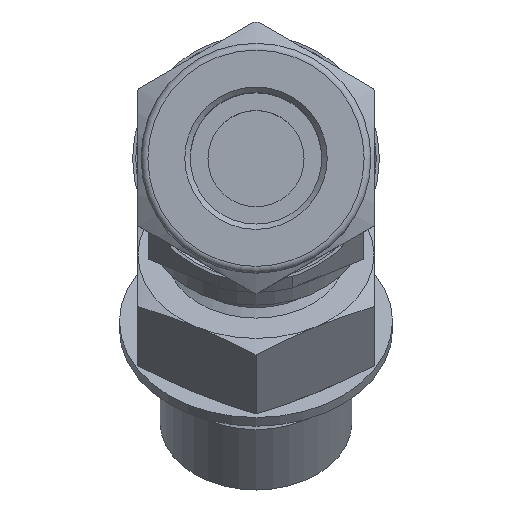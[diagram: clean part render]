
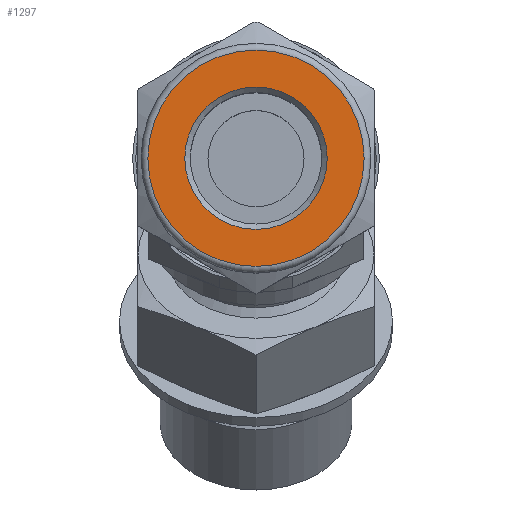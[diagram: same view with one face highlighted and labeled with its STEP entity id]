
A CAD part, top view. The second image highlights one B-rep face of the part: STEP entity #1297.
In plain terms, the highlighted planar face has unit normal (0, 0, 1).
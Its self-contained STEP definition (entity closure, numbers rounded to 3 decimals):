
#69=FACE_BOUND('',#277,.T.);
#96=CIRCLE('',#1413,8.);
#110=CIRCLE('',#1439,5.265);
#183=FACE_OUTER_BOUND('',#276,.T.);
#276=EDGE_LOOP('',(#979));
#277=EDGE_LOOP('',(#980));
#569=VERTEX_POINT('',#2075);
#581=VERTEX_POINT('',#2121);
#701=EDGE_CURVE('',#569,#569,#96,.T.);
#723=EDGE_CURVE('',#581,#581,#110,.T.);
#979=ORIENTED_EDGE('',*,*,#701,.F.);
#980=ORIENTED_EDGE('',*,*,#723,.T.);
#1236=PLANE('',#1440);
#1297=ADVANCED_FACE('',(#183,#69),#1236,.T.);
#1413=AXIS2_PLACEMENT_3D('',#2077,#1634,#1635);
#1439=AXIS2_PLACEMENT_3D('',#2123,#1694,#1695);
#1440=AXIS2_PLACEMENT_3D('',#2124,#1696,#1697);
#1634=DIRECTION('center_axis',(0.,0.,-1.));
#1635=DIRECTION('ref_axis',(1.,0.,0.));
#1694=DIRECTION('center_axis',(0.,0.,-1.));
#1695=DIRECTION('ref_axis',(1.,0.,0.));
#1696=DIRECTION('center_axis',(0.,0.,1.));
#1697=DIRECTION('ref_axis',(1.,0.,0.));
#2075=CARTESIAN_POINT('',(8.,-0.075,28.114));
#2077=CARTESIAN_POINT('Origin',(0.,-0.075,28.114));
#2121=CARTESIAN_POINT('',(0.,-5.34,28.114));
#2123=CARTESIAN_POINT('Origin',(0.,-0.075,28.114));
#2124=CARTESIAN_POINT('Origin',(0.,7.925,28.114));
